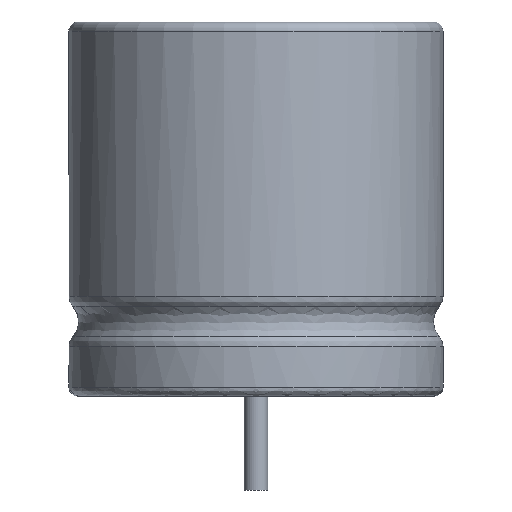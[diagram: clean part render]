
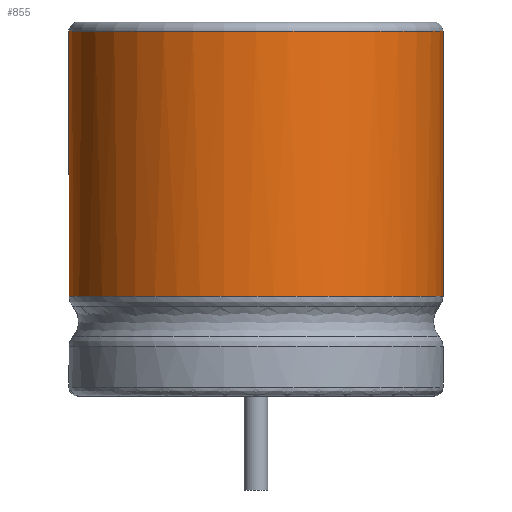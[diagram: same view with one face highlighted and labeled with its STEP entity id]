
A CAD part, left-side view. The second image highlights one B-rep face of the part: STEP entity #855.
In plain terms, the highlighted cylindrical face has radius 4 mm (diameter 8 mm), a partial arc.
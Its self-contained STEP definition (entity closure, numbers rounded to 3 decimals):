
#12=DIRECTION('',(0.,0.,1.));
#108=DIRECTION('',(0.,-0.,-1.));
#109=DIRECTION('',(0.924,-0.383,0.));
#231=VECTOR('',#12,1.);
#686=VERTEX_POINT('',#687);
#687=CARTESIAN_POINT('',(4.946,-1.531,2.135));
#695=ORIENTED_EDGE('',*,*,#696,.T.);
#696=EDGE_CURVE('',#686,#697,#699,.T.);
#697=VERTEX_POINT('',#698);
#698=CARTESIAN_POINT('',(4.946,1.531,2.135));
#699=B_SPLINE_CURVE_WITH_KNOTS('',12,(#700,#701,#702,#703,#704,#705,#706,#707,#708,#709,#710,#711,#712,#713,#714,#715,#716,#717,#718,#719,#720,#721,#722,#723,#724,#725,#726,#727,#728,#729,#730,#731,#732,#733,#734),.UNSPECIFIED.,.F.,.F.,(13,11,11,13),(-0.937,0.,21.991,22.928),.UNSPECIFIED.);
#700=CARTESIAN_POINT('',(5.304,-0.665,2.135));
#701=CARTESIAN_POINT('',(5.274,-0.738,2.135));
#702=CARTESIAN_POINT('',(5.244,-0.81,2.135));
#703=CARTESIAN_POINT('',(5.214,-0.883,2.135));
#704=CARTESIAN_POINT('',(5.184,-0.955,2.135));
#705=CARTESIAN_POINT('',(5.154,-1.027,2.135));
#706=CARTESIAN_POINT('',(5.124,-1.1,2.135));
#707=CARTESIAN_POINT('',(5.094,-1.172,2.135));
#708=CARTESIAN_POINT('',(5.064,-1.244,2.135));
#709=CARTESIAN_POINT('',(5.035,-1.316,2.135));
#710=CARTESIAN_POINT('',(5.005,-1.387,2.135));
#711=CARTESIAN_POINT('',(4.975,-1.459,2.135));
#712=CARTESIAN_POINT('',(4.249,-3.212,2.135));
#713=CARTESIAN_POINT('',(2.707,-4.573,2.135));
#714=CARTESIAN_POINT('',(0.481,-5.113,2.135));
#715=CARTESIAN_POINT('',(-1.905,-4.411,2.135));
#716=CARTESIAN_POINT('',(-3.682,-2.66,2.135));
#717=CARTESIAN_POINT('',(-4.573,0.,2.135));
#718=CARTESIAN_POINT('',(-3.682,2.66,2.135));
#719=CARTESIAN_POINT('',(-1.905,4.411,2.135));
#720=CARTESIAN_POINT('',(0.481,5.113,2.135));
#721=CARTESIAN_POINT('',(2.707,4.573,2.135));
#722=CARTESIAN_POINT('',(4.249,3.212,2.135));
#723=CARTESIAN_POINT('',(4.975,1.459,2.135));
#724=CARTESIAN_POINT('',(5.005,1.387,2.135));
#725=CARTESIAN_POINT('',(5.035,1.316,2.135));
#726=CARTESIAN_POINT('',(5.064,1.244,2.135));
#727=CARTESIAN_POINT('',(5.094,1.172,2.135));
#728=CARTESIAN_POINT('',(5.124,1.1,2.135));
#729=CARTESIAN_POINT('',(5.154,1.027,2.135));
#730=CARTESIAN_POINT('',(5.184,0.955,2.135));
#731=CARTESIAN_POINT('',(5.214,0.883,2.135));
#732=CARTESIAN_POINT('',(5.244,0.81,2.135));
#733=CARTESIAN_POINT('',(5.274,0.738,2.135));
#734=CARTESIAN_POINT('',(5.304,0.665,2.135));
#855=ADVANCED_FACE('',(#856),#875,.T.);
#856=FACE_BOUND('',#857,.F.);
#857=EDGE_LOOP('',(#858,#695,#864,#870));
#858=ORIENTED_EDGE('',*,*,#859,.F.);
#859=EDGE_CURVE('',#686,#860,#862,.T.);
#860=VERTEX_POINT('',#861);
#861=CARTESIAN_POINT('',(4.946,-1.531,7.8));
#862=LINE('',#863,#231);
#863=CARTESIAN_POINT('',(4.946,-1.531,2.));
#864=ORIENTED_EDGE('',*,*,#865,.T.);
#865=EDGE_CURVE('',#697,#866,#868,.T.);
#866=VERTEX_POINT('',#867);
#867=CARTESIAN_POINT('',(4.946,1.531,7.8));
#868=LINE('',#869,#231);
#869=CARTESIAN_POINT('',(4.946,1.531,2.));
#870=ORIENTED_EDGE('',*,*,#871,.F.);
#871=EDGE_CURVE('',#860,#866,#872,.T.);
#872=CIRCLE('',#873,4.);
#873=AXIS2_PLACEMENT_3D('',#874,#108,#109);
#874=CARTESIAN_POINT('',(1.25,0.,7.8));
#875=CYLINDRICAL_SURFACE('',#876,4.);
#876=AXIS2_PLACEMENT_3D('',#877,#12,#109);
#877=CARTESIAN_POINT('',(1.25,0.,2.));
